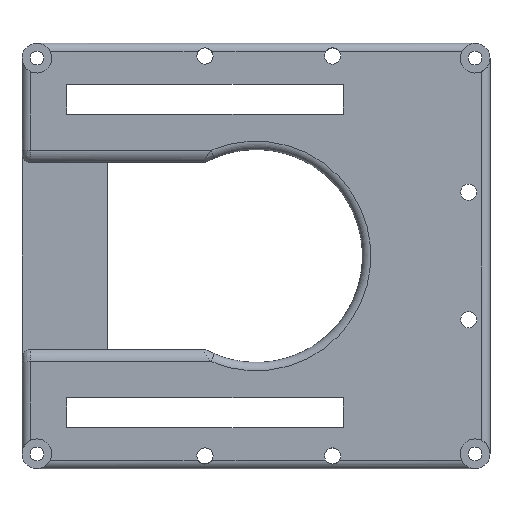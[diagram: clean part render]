
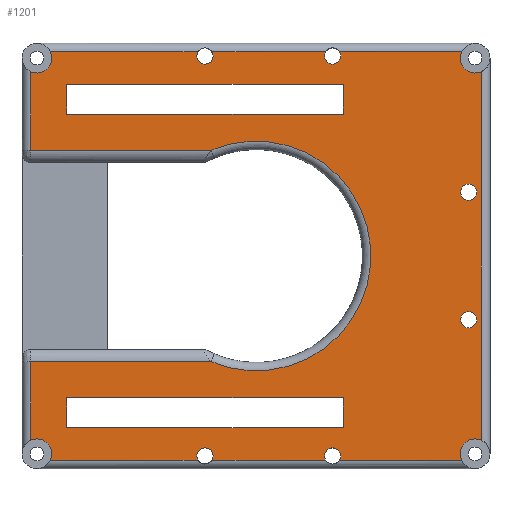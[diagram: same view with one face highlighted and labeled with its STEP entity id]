
A CAD part, top view. The second image highlights one B-rep face of the part: STEP entity #1201.
In plain terms, the highlighted planar face has unit normal (0, 0, 1).
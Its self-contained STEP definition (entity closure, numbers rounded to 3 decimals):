
#132=LINE('',#2055,#222);
#135=LINE('',#2124,#225);
#136=LINE('',#2270,#226);
#138=LINE('',#2285,#228);
#141=LINE('',#2290,#231);
#147=LINE('',#2347,#237);
#150=LINE('',#2352,#240);
#152=LINE('',#2356,#242);
#154=LINE('',#2360,#244);
#155=LINE('',#2364,#245);
#156=LINE('',#2370,#246);
#157=LINE('',#2376,#247);
#158=LINE('',#2380,#248);
#159=LINE('',#2383,#249);
#160=LINE('',#2384,#250);
#161=LINE('',#2386,#251);
#162=LINE('',#2388,#252);
#163=LINE('',#2390,#253);
#164=LINE('',#2391,#254);
#222=VECTOR('',#1482,3.);
#225=VECTOR('',#1489,10.);
#226=VECTOR('',#1496,10.);
#228=VECTOR('',#1500,10.);
#231=VECTOR('',#1505,10.);
#237=VECTOR('',#1537,10.);
#240=VECTOR('',#1542,10.);
#242=VECTOR('',#1546,10.);
#244=VECTOR('',#1550,10.);
#245=VECTOR('',#1553,10.);
#246=VECTOR('',#1558,10.);
#247=VECTOR('',#1563,10.);
#248=VECTOR('',#1566,10.);
#249=VECTOR('',#1569,10.);
#250=VECTOR('',#1570,10.);
#251=VECTOR('',#1571,10.);
#252=VECTOR('',#1574,3.);
#253=VECTOR('',#1577,10.);
#254=VECTOR('',#1578,10.);
#289=FACE_BOUND('',#410,.T.);
#290=FACE_BOUND('',#411,.T.);
#291=FACE_BOUND('',#412,.T.);
#292=FACE_BOUND('',#413,.T.);
#327=FACE_OUTER_BOUND('',#409,.T.);
#409=EDGE_LOOP('',(#971,#972,#973,#974,#975,#976,#977,#978,#979,#980,#981,
#982,#983,#984,#985,#986,#987,#988,#989,#990,#991,#992,#993,#994));
#410=EDGE_LOOP('',(#995,#996,#997,#998));
#411=EDGE_LOOP('',(#999,#1000,#1001,#1002));
#412=EDGE_LOOP('',(#1003));
#413=EDGE_LOOP('',(#1004));
#471=CIRCLE('',#1277,27.);
#479=CIRCLE('',#1297,1.9);
#480=CIRCLE('',#1298,1.9);
#481=CIRCLE('',#1300,1.9);
#482=CIRCLE('',#1301,1.9);
#486=CIRCLE('',#1313,1.9);
#487=CIRCLE('',#1314,1.9);
#488=CIRCLE('',#1315,1.9);
#489=CIRCLE('',#1316,1.9);
#490=CIRCLE('',#1317,3.5);
#491=CIRCLE('',#1318,3.5);
#492=CIRCLE('',#1319,3.5);
#493=CIRCLE('',#1320,3.5);
#494=CIRCLE('',#1321,1.9);
#495=CIRCLE('',#1322,1.9);
#543=VERTEX_POINT('',#1762);
#544=VERTEX_POINT('',#1764);
#571=VERTEX_POINT('',#2053);
#575=VERTEX_POINT('',#2113);
#576=VERTEX_POINT('',#2267);
#577=VERTEX_POINT('',#2269);
#578=VERTEX_POINT('',#2282);
#579=VERTEX_POINT('',#2284);
#580=VERTEX_POINT('',#2288);
#581=VERTEX_POINT('',#2292);
#582=VERTEX_POINT('',#2294);
#583=VERTEX_POINT('',#2296);
#584=VERTEX_POINT('',#2313);
#585=VERTEX_POINT('',#2315);
#586=VERTEX_POINT('',#2317);
#589=VERTEX_POINT('',#2344);
#590=VERTEX_POINT('',#2346);
#591=VERTEX_POINT('',#2350);
#592=VERTEX_POINT('',#2354);
#593=VERTEX_POINT('',#2358);
#594=VERTEX_POINT('',#2362);
#595=VERTEX_POINT('',#2363);
#596=VERTEX_POINT('',#2365);
#597=VERTEX_POINT('',#2367);
#598=VERTEX_POINT('',#2369);
#599=VERTEX_POINT('',#2371);
#600=VERTEX_POINT('',#2373);
#601=VERTEX_POINT('',#2375);
#602=VERTEX_POINT('',#2377);
#603=VERTEX_POINT('',#2379);
#604=VERTEX_POINT('',#2381);
#605=VERTEX_POINT('',#2385);
#606=VERTEX_POINT('',#2392);
#607=VERTEX_POINT('',#2394);
#654=EDGE_CURVE('',#543,#544,#471,.T.);
#695=EDGE_CURVE('',#571,#543,#132,.T.);
#702=EDGE_CURVE('',#575,#571,#135,.T.);
#708=EDGE_CURVE('',#576,#577,#136,.T.);
#711=EDGE_CURVE('',#579,#578,#138,.T.);
#714=EDGE_CURVE('',#578,#580,#141,.T.);
#716=EDGE_CURVE('',#582,#581,#479,.T.);
#718=EDGE_CURVE('',#581,#583,#480,.T.);
#720=EDGE_CURVE('',#585,#584,#481,.T.);
#722=EDGE_CURVE('',#584,#586,#482,.T.);
#729=EDGE_CURVE('',#590,#589,#147,.T.);
#732=EDGE_CURVE('',#589,#591,#150,.T.);
#734=EDGE_CURVE('',#591,#592,#152,.T.);
#736=EDGE_CURVE('',#580,#593,#154,.T.);
#737=EDGE_CURVE('',#594,#595,#155,.T.);
#738=EDGE_CURVE('',#594,#596,#486,.T.);
#739=EDGE_CURVE('',#596,#597,#487,.T.);
#740=EDGE_CURVE('',#598,#597,#156,.T.);
#741=EDGE_CURVE('',#598,#599,#488,.T.);
#742=EDGE_CURVE('',#599,#600,#489,.T.);
#743=EDGE_CURVE('',#601,#600,#157,.T.);
#744=EDGE_CURVE('',#601,#602,#490,.T.);
#745=EDGE_CURVE('',#603,#602,#158,.T.);
#746=EDGE_CURVE('',#603,#604,#491,.T.);
#747=EDGE_CURVE('',#582,#604,#159,.T.);
#748=EDGE_CURVE('',#585,#583,#160,.T.);
#749=EDGE_CURVE('',#605,#586,#161,.T.);
#750=EDGE_CURVE('',#605,#577,#492,.T.);
#751=EDGE_CURVE('',#544,#576,#162,.T.);
#752=EDGE_CURVE('',#575,#595,#493,.T.);
#753=EDGE_CURVE('',#593,#579,#163,.T.);
#754=EDGE_CURVE('',#592,#590,#164,.T.);
#755=EDGE_CURVE('',#606,#606,#494,.T.);
#756=EDGE_CURVE('',#607,#607,#495,.T.);
#971=ORIENTED_EDGE('',*,*,#737,.F.);
#972=ORIENTED_EDGE('',*,*,#738,.T.);
#973=ORIENTED_EDGE('',*,*,#739,.T.);
#974=ORIENTED_EDGE('',*,*,#740,.F.);
#975=ORIENTED_EDGE('',*,*,#741,.T.);
#976=ORIENTED_EDGE('',*,*,#742,.T.);
#977=ORIENTED_EDGE('',*,*,#743,.F.);
#978=ORIENTED_EDGE('',*,*,#744,.T.);
#979=ORIENTED_EDGE('',*,*,#745,.F.);
#980=ORIENTED_EDGE('',*,*,#746,.T.);
#981=ORIENTED_EDGE('',*,*,#747,.F.);
#982=ORIENTED_EDGE('',*,*,#716,.T.);
#983=ORIENTED_EDGE('',*,*,#718,.T.);
#984=ORIENTED_EDGE('',*,*,#748,.F.);
#985=ORIENTED_EDGE('',*,*,#720,.T.);
#986=ORIENTED_EDGE('',*,*,#722,.T.);
#987=ORIENTED_EDGE('',*,*,#749,.F.);
#988=ORIENTED_EDGE('',*,*,#750,.T.);
#989=ORIENTED_EDGE('',*,*,#708,.F.);
#990=ORIENTED_EDGE('',*,*,#751,.F.);
#991=ORIENTED_EDGE('',*,*,#654,.F.);
#992=ORIENTED_EDGE('',*,*,#695,.F.);
#993=ORIENTED_EDGE('',*,*,#702,.F.);
#994=ORIENTED_EDGE('',*,*,#752,.T.);
#995=ORIENTED_EDGE('',*,*,#714,.T.);
#996=ORIENTED_EDGE('',*,*,#736,.T.);
#997=ORIENTED_EDGE('',*,*,#753,.T.);
#998=ORIENTED_EDGE('',*,*,#711,.T.);
#999=ORIENTED_EDGE('',*,*,#732,.T.);
#1000=ORIENTED_EDGE('',*,*,#734,.T.);
#1001=ORIENTED_EDGE('',*,*,#754,.T.);
#1002=ORIENTED_EDGE('',*,*,#729,.T.);
#1003=ORIENTED_EDGE('',*,*,#755,.T.);
#1004=ORIENTED_EDGE('',*,*,#756,.T.);
#1161=PLANE('',#1312);
#1201=ADVANCED_FACE('',(#327,#289,#290,#291,#292),#1161,.T.);
#1277=AXIS2_PLACEMENT_3D('',#1765,#1433,#1434);
#1297=AXIS2_PLACEMENT_3D('',#2295,#1509,#1510);
#1298=AXIS2_PLACEMENT_3D('',#2311,#1511,#1512);
#1300=AXIS2_PLACEMENT_3D('',#2316,#1516,#1517);
#1301=AXIS2_PLACEMENT_3D('',#2332,#1518,#1519);
#1312=AXIS2_PLACEMENT_3D('',#2361,#1551,#1552);
#1313=AXIS2_PLACEMENT_3D('',#2366,#1554,#1555);
#1314=AXIS2_PLACEMENT_3D('',#2368,#1556,#1557);
#1315=AXIS2_PLACEMENT_3D('',#2372,#1559,#1560);
#1316=AXIS2_PLACEMENT_3D('',#2374,#1561,#1562);
#1317=AXIS2_PLACEMENT_3D('',#2378,#1564,#1565);
#1318=AXIS2_PLACEMENT_3D('',#2382,#1567,#1568);
#1319=AXIS2_PLACEMENT_3D('',#2387,#1572,#1573);
#1320=AXIS2_PLACEMENT_3D('',#2389,#1575,#1576);
#1321=AXIS2_PLACEMENT_3D('',#2393,#1579,#1580);
#1322=AXIS2_PLACEMENT_3D('',#2395,#1581,#1582);
#1433=DIRECTION('center_axis',(0.,0.,1.));
#1434=DIRECTION('ref_axis',(1.,0.,0.));
#1482=DIRECTION('',(1.,0.,0.));
#1489=DIRECTION('',(0.,1.,0.));
#1496=DIRECTION('',(0.,1.,0.));
#1500=DIRECTION('',(0.,1.,0.));
#1505=DIRECTION('',(1.,0.,0.));
#1509=DIRECTION('center_axis',(0.,0.,-1.));
#1510=DIRECTION('ref_axis',(-1.,0.,0.));
#1511=DIRECTION('center_axis',(0.,0.,-1.));
#1512=DIRECTION('ref_axis',(-1.,0.,0.));
#1516=DIRECTION('center_axis',(0.,0.,-1.));
#1517=DIRECTION('ref_axis',(-1.,0.,0.));
#1518=DIRECTION('center_axis',(0.,0.,-1.));
#1519=DIRECTION('ref_axis',(-1.,0.,0.));
#1537=DIRECTION('',(0.,1.,0.));
#1542=DIRECTION('',(1.,0.,0.));
#1546=DIRECTION('',(0.,-1.,0.));
#1550=DIRECTION('',(0.,-1.,0.));
#1551=DIRECTION('center_axis',(0.,0.,1.));
#1552=DIRECTION('ref_axis',(-1.,0.,0.));
#1553=DIRECTION('',(-1.,0.,0.));
#1554=DIRECTION('center_axis',(0.,0.,-1.));
#1555=DIRECTION('ref_axis',(-1.,0.,0.));
#1556=DIRECTION('center_axis',(0.,0.,-1.));
#1557=DIRECTION('ref_axis',(-1.,0.,0.));
#1558=DIRECTION('',(-1.,0.,0.));
#1559=DIRECTION('center_axis',(0.,0.,-1.));
#1560=DIRECTION('ref_axis',(-1.,0.,0.));
#1561=DIRECTION('center_axis',(0.,0.,-1.));
#1562=DIRECTION('ref_axis',(-1.,0.,0.));
#1563=DIRECTION('',(-1.,0.,0.));
#1564=DIRECTION('center_axis',(0.,0.,-1.));
#1565=DIRECTION('ref_axis',(-1.,0.,0.));
#1566=DIRECTION('',(0.,-1.,0.));
#1567=DIRECTION('center_axis',(0.,0.,-1.));
#1568=DIRECTION('ref_axis',(-1.,0.,0.));
#1569=DIRECTION('',(1.,0.,0.));
#1570=DIRECTION('',(1.,0.,0.));
#1571=DIRECTION('',(1.,0.,0.));
#1572=DIRECTION('center_axis',(0.,0.,-1.));
#1573=DIRECTION('ref_axis',(-1.,0.,0.));
#1574=DIRECTION('',(-1.,0.,0.));
#1575=DIRECTION('center_axis',(0.,0.,-1.));
#1576=DIRECTION('ref_axis',(-1.,0.,0.));
#1577=DIRECTION('',(-1.,0.,0.));
#1578=DIRECTION('',(-1.,0.,0.));
#1579=DIRECTION('center_axis',(0.,0.,-1.));
#1580=DIRECTION('ref_axis',(-1.,0.,0.));
#1581=DIRECTION('center_axis',(0.,0.,-1.));
#1582=DIRECTION('ref_axis',(-1.,0.,0.));
#1762=CARTESIAN_POINT('',(-10.609,-24.828,4.));
#1764=CARTESIAN_POINT('',(-10.609,24.828,4.));
#1765=CARTESIAN_POINT('Origin',(0.,0.,4.));
#2053=CARTESIAN_POINT('',(-53.,-24.828,4.));
#2055=CARTESIAN_POINT('',(-55.,-24.828,4.));
#2113=CARTESIAN_POINT('',(-53.,-43.338,4.));
#2124=CARTESIAN_POINT('',(-53.,25.,4.));
#2267=CARTESIAN_POINT('',(-53.,24.828,4.));
#2269=CARTESIAN_POINT('',(-53.,43.338,4.));
#2270=CARTESIAN_POINT('',(-53.,25.,4.));
#2282=CARTESIAN_POINT('',(-44.5,40.328,4.));
#2284=CARTESIAN_POINT('',(-44.5,33.328,4.));
#2285=CARTESIAN_POINT('',(-44.5,16.664,4.));
#2288=CARTESIAN_POINT('',(20.5,40.328,4.));
#2290=CARTESIAN_POINT('',(-14.75,40.328,4.));
#2292=CARTESIAN_POINT('',(19.9,47.,4.));
#2294=CARTESIAN_POINT('',(19.616,48.,4.));
#2295=CARTESIAN_POINT('Origin',(18.,47.,4.));
#2296=CARTESIAN_POINT('',(16.384,48.,4.));
#2311=CARTESIAN_POINT('Origin',(18.,47.,4.));
#2313=CARTESIAN_POINT('',(-10.1,47.,4.));
#2315=CARTESIAN_POINT('',(-10.384,48.,4.));
#2316=CARTESIAN_POINT('Origin',(-12.,47.,4.));
#2317=CARTESIAN_POINT('',(-13.616,48.,4.));
#2332=CARTESIAN_POINT('Origin',(-12.,47.,4.));
#2344=CARTESIAN_POINT('',(-44.5,-33.328,4.));
#2346=CARTESIAN_POINT('',(-44.5,-40.328,4.));
#2347=CARTESIAN_POINT('',(-44.5,-20.164,4.));
#2350=CARTESIAN_POINT('',(20.5,-33.328,4.));
#2352=CARTESIAN_POINT('',(-14.75,-33.328,4.));
#2354=CARTESIAN_POINT('',(20.5,-40.328,4.));
#2356=CARTESIAN_POINT('',(20.5,-16.664,4.));
#2358=CARTESIAN_POINT('',(20.5,33.328,4.));
#2360=CARTESIAN_POINT('',(20.5,20.164,4.));
#2361=CARTESIAN_POINT('Origin',(0.,0.,4.));
#2362=CARTESIAN_POINT('',(-13.616,-48.,4.));
#2363=CARTESIAN_POINT('',(-48.338,-48.,4.));
#2364=CARTESIAN_POINT('',(-27.5,-48.,4.));
#2365=CARTESIAN_POINT('',(-10.1,-47.,4.));
#2366=CARTESIAN_POINT('Origin',(-12.,-47.,4.));
#2367=CARTESIAN_POINT('',(-10.384,-48.,4.));
#2368=CARTESIAN_POINT('Origin',(-12.,-47.,4.));
#2369=CARTESIAN_POINT('',(16.384,-48.,4.));
#2370=CARTESIAN_POINT('',(-27.5,-48.,4.));
#2371=CARTESIAN_POINT('',(19.9,-47.,4.));
#2372=CARTESIAN_POINT('Origin',(18.,-47.,4.));
#2373=CARTESIAN_POINT('',(19.616,-48.,4.));
#2374=CARTESIAN_POINT('Origin',(18.,-47.,4.));
#2375=CARTESIAN_POINT('',(48.338,-48.,4.));
#2376=CARTESIAN_POINT('',(-27.5,-48.,4.));
#2377=CARTESIAN_POINT('',(53.,-43.338,4.));
#2378=CARTESIAN_POINT('Origin',(51.5,-46.5,4.));
#2379=CARTESIAN_POINT('',(53.,43.338,4.));
#2380=CARTESIAN_POINT('',(53.,-25.,4.));
#2381=CARTESIAN_POINT('',(48.338,48.,4.));
#2382=CARTESIAN_POINT('Origin',(51.5,46.5,4.));
#2383=CARTESIAN_POINT('',(27.5,48.,4.));
#2384=CARTESIAN_POINT('',(27.5,48.,4.));
#2385=CARTESIAN_POINT('',(-48.338,48.,4.));
#2386=CARTESIAN_POINT('',(27.5,48.,4.));
#2387=CARTESIAN_POINT('Origin',(-51.5,46.5,4.));
#2388=CARTESIAN_POINT('',(0.,24.828,4.));
#2389=CARTESIAN_POINT('Origin',(-51.5,-46.5,4.));
#2390=CARTESIAN_POINT('',(-14.75,33.328,4.));
#2391=CARTESIAN_POINT('',(-14.75,-40.328,4.));
#2392=CARTESIAN_POINT('',(51.9,15.,4.));
#2393=CARTESIAN_POINT('Origin',(50.,15.,4.));
#2394=CARTESIAN_POINT('',(51.9,-15.,4.));
#2395=CARTESIAN_POINT('Origin',(50.,-15.,4.));
